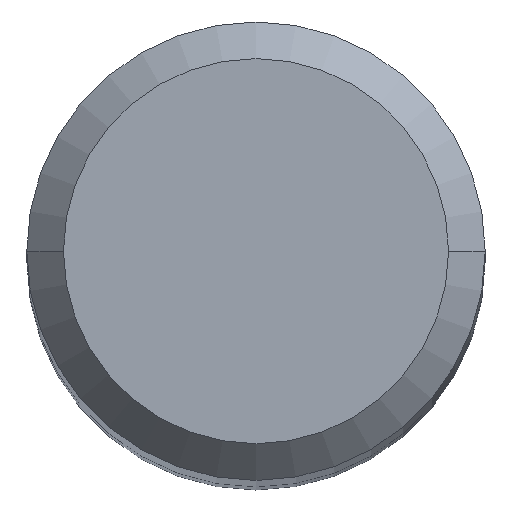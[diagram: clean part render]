
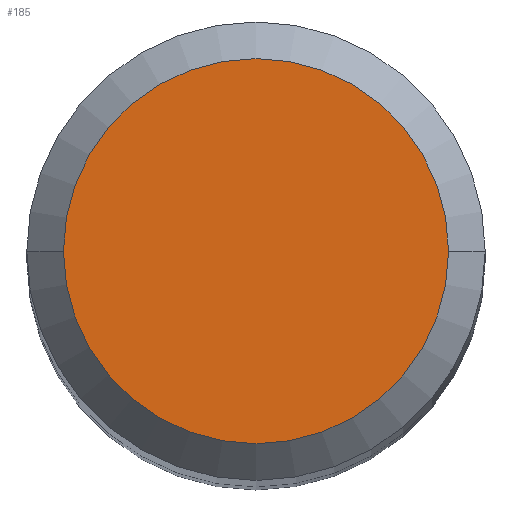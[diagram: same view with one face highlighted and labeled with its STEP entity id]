
A CAD part, top view. The second image highlights one B-rep face of the part: STEP entity #185.
In plain terms, the highlighted planar face has unit normal (0, 0, 1).
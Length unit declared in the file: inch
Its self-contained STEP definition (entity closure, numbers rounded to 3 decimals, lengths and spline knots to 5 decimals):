
#28 = AXIS2_PLACEMENT_3D ( 'NONE', #98, #257, #72 ) ;
#72 = DIRECTION ( 'NONE',  ( 1., 0., 0. ) ) ;
#98 = CARTESIAN_POINT ( 'NONE',  ( 0., 0., 0. ) ) ;
#112 = DIRECTION ( 'NONE',  ( -1., 0., 0. ) ) ;
#117 = FACE_OUTER_BOUND ( 'NONE', #292, .T. ) ;
#123 = EDGE_CURVE ( 'NONE', #251, #309, #195, .T. ) ;
#136 = CARTESIAN_POINT ( 'NONE',  ( 0., 0.105, 0. ) ) ;
#137 = DIRECTION ( 'NONE',  ( 0., 0., -1. ) ) ;
#145 = ORIENTED_EDGE ( 'NONE', *, *, #123, .T. ) ;
#185 = ADVANCED_FACE ( 'NONE', ( #117 ), #239, .F. ) ;
#194 = CARTESIAN_POINT ( 'NONE',  ( 0.105, 0., 0. ) ) ;
#195 = CIRCLE ( 'NONE', #28, 0.105 ) ;
#197 = CARTESIAN_POINT ( 'NONE',  ( 0., 0., 0. ) ) ;
#204 = EDGE_CURVE ( 'NONE', #309, #251, #245, .T. ) ;
#217 = DIRECTION ( 'NONE',  ( 0., 0., 1. ) ) ;
#221 = CARTESIAN_POINT ( 'NONE',  ( -0.105, 0., 0. ) ) ;
#239 = PLANE ( 'NONE',  #252 ) ;
#245 = CIRCLE ( 'NONE', #362, 0.105 ) ;
#251 = VERTEX_POINT ( 'NONE', #194 ) ;
#252 = AXIS2_PLACEMENT_3D ( 'NONE', #136, #137, #112 ) ;
#257 = DIRECTION ( 'NONE',  ( 0., 0., 1. ) ) ;
#292 = EDGE_LOOP ( 'NONE', ( #346, #145 ) ) ;
#309 = VERTEX_POINT ( 'NONE', #221 ) ;
#346 = ORIENTED_EDGE ( 'NONE', *, *, #204, .T. ) ;
#352 = DIRECTION ( 'NONE',  ( 1., 0., 0. ) ) ;
#362 = AXIS2_PLACEMENT_3D ( 'NONE', #197, #217, #352 ) ;
